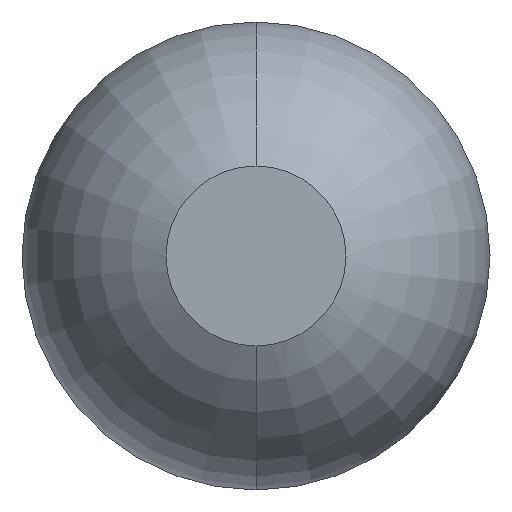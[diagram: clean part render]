
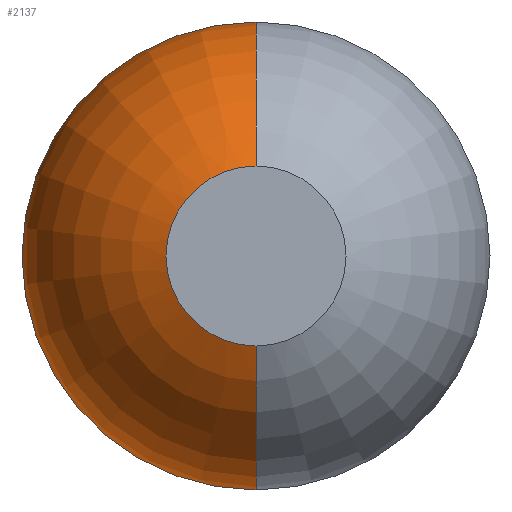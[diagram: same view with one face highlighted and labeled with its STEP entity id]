
A CAD part, front view. The second image highlights one B-rep face of the part: STEP entity #2137.
In plain terms, the highlighted toroidal (fillet/blend) face has major radius 0.01 mm and minor radius 0.4 mm.
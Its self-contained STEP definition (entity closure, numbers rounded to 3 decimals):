
#187 = AXIS2_PLACEMENT_3D ( 'NONE', #2878, #1882, #1926 ) ;
#386 = VERTEX_POINT ( 'NONE', #1343 ) ;
#435 = AXIS2_PLACEMENT_3D ( 'NONE', #1014, #3042, #1344 ) ;
#460 = CIRCLE ( 'NONE', #2508, 0.15 ) ;
#541 = VERTEX_POINT ( 'NONE', #1901 ) ;
#594 = EDGE_CURVE ( 'Defeature ausgef�hrt3_7+Defeature ausgef�hrt3_6+Defeature ausgef�hrt3_6+Defeature ausgef�hrt3_6', #386, #541, #2879, .T. ) ;
#620 = ORIENTED_EDGE ( 'NONE', *, *, #1015, .F. ) ;
#751 = CIRCLE ( 'NONE', #435, 0.4 ) ;
#882 = ORIENTED_EDGE ( 'NONE', *, *, #1998, .T. ) ;
#967 = CARTESIAN_POINT ( 'NONE',  ( 0., -27.7, 0.15 ) ) ;
#989 = EDGE_LOOP ( 'NONE', ( #620, #3040, #882, #2361 ) ) ;
#1014 = CARTESIAN_POINT ( 'NONE',  ( 0., -27.333, -0.01 ) ) ;
#1015 = EDGE_CURVE ( 'NONE', #1810, #386, #3176, .T. ) ;
#1110 = VERTEX_POINT ( 'NONE', #967 ) ;
#1269 = CARTESIAN_POINT ( 'NONE',  ( 0., -27.7, 0. ) ) ;
#1328 = CARTESIAN_POINT ( 'NONE',  ( 0., -27.7, -0.15 ) ) ;
#1343 = CARTESIAN_POINT ( 'NONE',  ( 0., -27.333, -0.39 ) ) ;
#1344 = DIRECTION ( 'NONE',  ( 0., 0., 1. ) ) ;
#1408 = CARTESIAN_POINT ( 'NONE',  ( 0., -27.333, 0. ) ) ;
#1451 = DIRECTION ( 'NONE',  ( 1., 0., 0. ) ) ;
#1511 = DIRECTION ( 'NONE',  ( 0., 1., 0. ) ) ;
#1810 = VERTEX_POINT ( 'NONE', #1328 ) ;
#1882 = DIRECTION ( 'NONE',  ( 0., 1., 0. ) ) ;
#1901 = CARTESIAN_POINT ( 'NONE',  ( 0., -27.333, 0.39 ) ) ;
#1926 = DIRECTION ( 'NONE',  ( 0., 0., 1. ) ) ;
#1998 = EDGE_CURVE ( 'NONE', #1110, #541, #751, .T. ) ;
#2025 = FACE_OUTER_BOUND ( 'NONE', #989, .T. ) ;
#2093 = AXIS2_PLACEMENT_3D ( 'NONE', #1408, #2193, #2420 ) ;
#2137 = ADVANCED_FACE ( 'Defeature ausgef�hrt3_6', ( #2025 ), #3297, .T. ) ;
#2193 = DIRECTION ( 'NONE',  ( 0., 1., 0. ) ) ;
#2361 = ORIENTED_EDGE ( 'NONE', *, *, #594, .F. ) ;
#2416 = EDGE_CURVE ( 'Defeature ausgef�hrt3_6+Defeature ausgef�hrt3_5+Defeature ausgef�hrt3_5+Defeature ausgef�hrt3_5', #1810, #1110, #460, .T. ) ;
#2420 = DIRECTION ( 'NONE',  ( 0., 0., 1. ) ) ;
#2442 = DIRECTION ( 'NONE',  ( 0., 0., -1. ) ) ;
#2508 = AXIS2_PLACEMENT_3D ( 'NONE', #1269, #1511, #3307 ) ;
#2666 = AXIS2_PLACEMENT_3D ( 'NONE', #2714, #1451, #2442 ) ;
#2714 = CARTESIAN_POINT ( 'NONE',  ( 0., -27.333, 0.01 ) ) ;
#2878 = CARTESIAN_POINT ( 'NONE',  ( 0., -27.333, 0. ) ) ;
#2879 = CIRCLE ( 'NONE', #2093, 0.39 ) ;
#3040 = ORIENTED_EDGE ( 'NONE', *, *, #2416, .T. ) ;
#3042 = DIRECTION ( 'NONE',  ( -1., 0., 0. ) ) ;
#3176 = CIRCLE ( 'NONE', #2666, 0.4 ) ;
#3297 = TOROIDAL_SURFACE ( 'NONE', #187, -0.01, 0.4 ) ;
#3307 = DIRECTION ( 'NONE',  ( 0., 0., 1. ) ) ;
